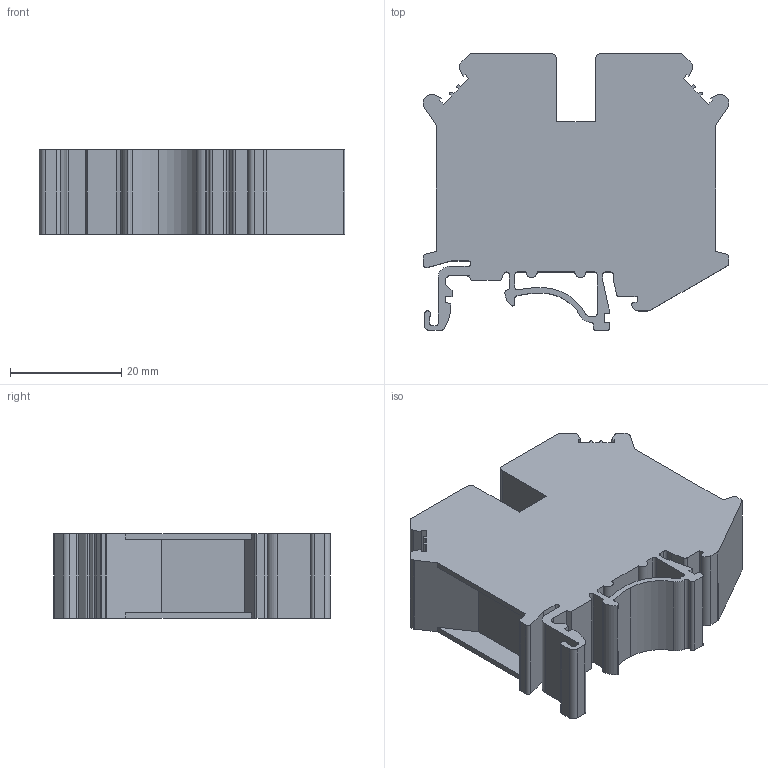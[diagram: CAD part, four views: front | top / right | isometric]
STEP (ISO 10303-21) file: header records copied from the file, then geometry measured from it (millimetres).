
FILE_DESCRIPTION((''),'2;1');
FILE_NAME('PRT0001','2023-04-01T',('Administrator'),(''),'PRO/ENGINEER BY PARAMETRIC TECHNOLOGY CORPORATION, 2013230','PRO/ENGINEER BY PARAMETRIC TECHNOLOGY CORPORATION, 2013230','');
FILE_SCHEMA(('AUTOMOTIVE_DESIGN { 1 0 10303 214 1 1 1 1 }'));
Length unit declared in the file: millimetre
Products named in the file (1): PRT0001
Bounding box: 55 x 49.8 x 15.2 mm (x, y, z)
Volume: 27581.6 mm3; surface area: 10023.9 mm2
Topology: 1 solids, 1 shells, 161 faces, 471 edges, 314 vertices
Faces by surface type: plane 102, cylinder 59
Entity records: 5419 total; most frequent: CARTESIAN_POINT 948, ORIENTED_EDGE 942, DIRECTION 911, EDGE_CURVE 471, VECTOR 353, LINE 353, VERTEX_POINT 314, AXIS2_PLACEMENT_3D 279
